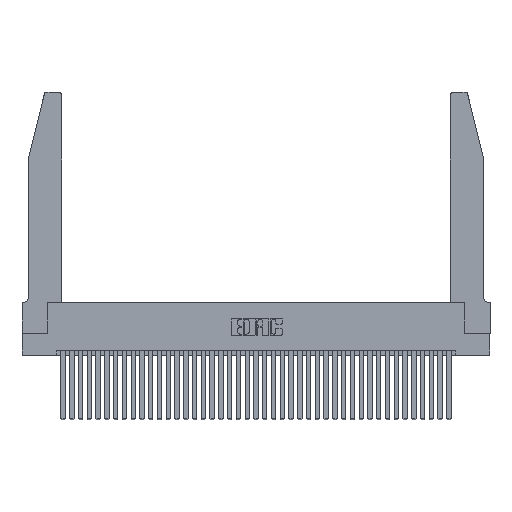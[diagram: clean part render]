
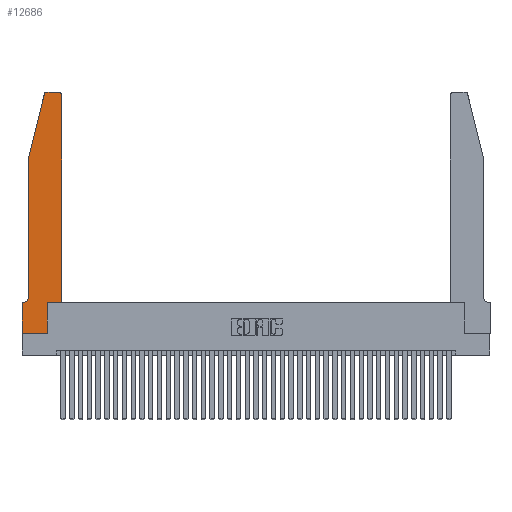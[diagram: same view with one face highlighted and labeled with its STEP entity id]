
A CAD part, top view. The second image highlights one B-rep face of the part: STEP entity #12686.
In plain terms, the highlighted planar face has unit normal (0, 0, 1).
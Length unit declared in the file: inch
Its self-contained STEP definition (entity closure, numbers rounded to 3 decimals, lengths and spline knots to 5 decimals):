
#1013 = VERTEX_POINT ( 'NONE', #29737 ) ;
#1220 = CIRCLE ( 'NONE', #5978, 0.03 ) ;
#1657 = CARTESIAN_POINT ( 'NONE',  ( 0.0755, 2., 0.37 ) ) ;
#1839 = VECTOR ( 'NONE', #24974, 39.37008 ) ;
#1957 = ORIENTED_EDGE ( 'NONE', *, *, #17864, .T. ) ;
#2402 = EDGE_CURVE ( 'NONE', #9760, #14686, #33671, .T. ) ;
#2483 = ORIENTED_EDGE ( 'NONE', *, *, #31939, .T. ) ;
#2556 = VECTOR ( 'NONE', #21032, 39.37008 ) ;
#2716 = EDGE_CURVE ( 'NONE', #19268, #36499, #24335, .T. ) ;
#2957 = ORIENTED_EDGE ( 'NONE', *, *, #8202, .T. ) ;
#2970 = VECTOR ( 'NONE', #24002, 39.37008 ) ;
#3473 = CARTESIAN_POINT ( 'NONE',  ( 0.4505, 0.35, 0.37 ) ) ;
#3829 = LINE ( 'NONE', #6502, #1839 ) ;
#4641 = DIRECTION ( 'NONE',  ( 1., 0., 0. ) ) ;
#4841 = EDGE_CURVE ( 'NONE', #10334, #11508, #32545, .T. ) ;
#5650 = PLANE ( 'NONE',  #12592 ) ;
#5978 = AXIS2_PLACEMENT_3D ( 'NONE', #8766, #30133, #11916 ) ;
#6106 = VERTEX_POINT ( 'NONE', #36542 ) ;
#6502 = CARTESIAN_POINT ( 'NONE',  ( 0.2605, 2.75, 0.37 ) ) ;
#6685 = VERTEX_POINT ( 'NONE', #30258 ) ;
#7489 = LINE ( 'NONE', #1657, #38774 ) ;
#7851 = ORIENTED_EDGE ( 'NONE', *, *, #22003, .T. ) ;
#7916 = VECTOR ( 'NONE', #22017, 39.37008 ) ;
#7938 = DIRECTION ( 'NONE',  ( -0.239, -0.971, 0. ) ) ;
#8202 = EDGE_CURVE ( 'NONE', #6106, #19268, #15439, .T. ) ;
#8418 = CARTESIAN_POINT ( 'NONE',  ( 0.25487, 2.72718, 0.37 ) ) ;
#8756 = DIRECTION ( 'NONE',  ( 0., 0., 1. ) ) ;
#8766 = CARTESIAN_POINT ( 'NONE',  ( 0.4205, 2.72, 0.37 ) ) ;
#9096 = CARTESIAN_POINT ( 'NONE',  ( 0.0755, 0.42, 0.37 ) ) ;
#9760 = VERTEX_POINT ( 'NONE', #39341 ) ;
#10334 = VERTEX_POINT ( 'NONE', #22298 ) ;
#10573 = DIRECTION ( 'NONE',  ( -1., 0., 0. ) ) ;
#11256 = LINE ( 'NONE', #14904, #2970 ) ;
#11508 = VERTEX_POINT ( 'NONE', #9096 ) ;
#11533 = DIRECTION ( 'NONE',  ( 0., 0., 1. ) ) ;
#11783 = CARTESIAN_POINT ( 'NONE',  ( 0.2865, 0., 0.37 ) ) ;
#11862 = EDGE_CURVE ( 'NONE', #30972, #15320, #35860, .T. ) ;
#11916 = DIRECTION ( 'NONE',  ( 1., 0., 0. ) ) ;
#12126 = AXIS2_PLACEMENT_3D ( 'NONE', #29773, #11533, #32752 ) ;
#12340 = CARTESIAN_POINT ( 'NONE',  ( 0., 0., 0.37 ) ) ;
#12592 = AXIS2_PLACEMENT_3D ( 'NONE', #35981, #8756, #30128 ) ;
#12686 = ADVANCED_FACE ( 'NONE', ( #18027 ), #5650, .T. ) ;
#14686 = VERTEX_POINT ( 'NONE', #8418 ) ;
#14904 = CARTESIAN_POINT ( 'NONE',  ( 0., 0., 0.37 ) ) ;
#15320 = VERTEX_POINT ( 'NONE', #38449 ) ;
#15439 = LINE ( 'NONE', #20102, #37537 ) ;
#15656 = ORIENTED_EDGE ( 'NONE', *, *, #11862, .T. ) ;
#15961 = EDGE_LOOP ( 'NONE', ( #21407, #31267, #7851, #26160, #2483, #15656, #23779, #17578, #1957, #2957, #27546, #21401 ) ) ;
#17578 = ORIENTED_EDGE ( 'NONE', *, *, #27426, .T. ) ;
#17864 = EDGE_CURVE ( 'NONE', #37422, #6106, #19119, .T. ) ;
#17977 = CARTESIAN_POINT ( 'NONE',  ( 0.2865, 0.35, 0.37 ) ) ;
#18027 = FACE_OUTER_BOUND ( 'NONE', #15961, .T. ) ;
#18495 = DIRECTION ( 'NONE',  ( 0., 0., -1. ) ) ;
#19119 = LINE ( 'NONE', #17977, #2556 ) ;
#19268 = VERTEX_POINT ( 'NONE', #38105 ) ;
#19735 = CARTESIAN_POINT ( 'NONE',  ( 0.0055, 0.35, 0.37 ) ) ;
#19844 = EDGE_CURVE ( 'NONE', #36499, #6685, #1220, .T. ) ;
#20102 = CARTESIAN_POINT ( 'NONE',  ( 0.4505, 0.35, 0.37 ) ) ;
#21032 = DIRECTION ( 'NONE',  ( 0., 1., 0. ) ) ;
#21401 = ORIENTED_EDGE ( 'NONE', *, *, #19844, .T. ) ;
#21407 = ORIENTED_EDGE ( 'NONE', *, *, #25112, .T. ) ;
#21602 = LINE ( 'NONE', #12340, #29571 ) ;
#21944 = CARTESIAN_POINT ( 'NONE',  ( 0.4505, 2.72, 0.37 ) ) ;
#22003 = EDGE_CURVE ( 'NONE', #14686, #10334, #7489, .T. ) ;
#22017 = DIRECTION ( 'NONE',  ( 0., 1., 0. ) ) ;
#22298 = CARTESIAN_POINT ( 'NONE',  ( 0.0755, 2., 0.37 ) ) ;
#23779 = ORIENTED_EDGE ( 'NONE', *, *, #33235, .T. ) ;
#24002 = DIRECTION ( 'NONE',  ( 0., -1., 0. ) ) ;
#24335 = LINE ( 'NONE', #3473, #7916 ) ;
#24974 = DIRECTION ( 'NONE',  ( -1., 0., 0. ) ) ;
#25112 = EDGE_CURVE ( 'NONE', #6685, #9760, #3829, .T. ) ;
#25452 = CARTESIAN_POINT ( 'NONE',  ( 0.0755, 2., 0.37 ) ) ;
#26160 = ORIENTED_EDGE ( 'NONE', *, *, #4841, .T. ) ;
#27132 = CIRCLE ( 'NONE', #36972, 0.07 ) ;
#27426 = EDGE_CURVE ( 'NONE', #1013, #37422, #21602, .T. ) ;
#27546 = ORIENTED_EDGE ( 'NONE', *, *, #2716, .T. ) ;
#27980 = VECTOR ( 'NONE', #10573, 39.37008 ) ;
#29571 = VECTOR ( 'NONE', #30531, 39.37008 ) ;
#29737 = CARTESIAN_POINT ( 'NONE',  ( 0., 0., 0.37 ) ) ;
#29773 = CARTESIAN_POINT ( 'NONE',  ( 0.284, 2.72, 0.37 ) ) ;
#30128 = DIRECTION ( 'NONE',  ( 1., 0., 0. ) ) ;
#30133 = DIRECTION ( 'NONE',  ( 0., 0., 1. ) ) ;
#30258 = CARTESIAN_POINT ( 'NONE',  ( 0.4205, 2.75, 0.37 ) ) ;
#30531 = DIRECTION ( 'NONE',  ( 1., 0., 0. ) ) ;
#30972 = VERTEX_POINT ( 'NONE', #19735 ) ;
#31267 = ORIENTED_EDGE ( 'NONE', *, *, #2402, .T. ) ;
#31427 = DIRECTION ( 'NONE',  ( 0., -1., 0. ) ) ;
#31939 = EDGE_CURVE ( 'NONE', #11508, #30972, #27132, .T. ) ;
#32545 = LINE ( 'NONE', #25452, #33494 ) ;
#32752 = DIRECTION ( 'NONE',  ( 1., 0., 0. ) ) ;
#33235 = EDGE_CURVE ( 'NONE', #15320, #1013, #11256, .T. ) ;
#33494 = VECTOR ( 'NONE', #31427, 39.37008 ) ;
#33671 = CIRCLE ( 'NONE', #12126, 0.03 ) ;
#34850 = CARTESIAN_POINT ( 'NONE',  ( 0.0755, 0.35, 0.37 ) ) ;
#35860 = LINE ( 'NONE', #34850, #27980 ) ;
#35981 = CARTESIAN_POINT ( 'NONE',  ( 0., 0.35, 0.37 ) ) ;
#36452 = CARTESIAN_POINT ( 'NONE',  ( 0.0055, 0.42, 0.37 ) ) ;
#36499 = VERTEX_POINT ( 'NONE', #21944 ) ;
#36542 = CARTESIAN_POINT ( 'NONE',  ( 0.2865, 0.35, 0.37 ) ) ;
#36972 = AXIS2_PLACEMENT_3D ( 'NONE', #36452, #18495, #39420 ) ;
#37422 = VERTEX_POINT ( 'NONE', #11783 ) ;
#37537 = VECTOR ( 'NONE', #4641, 39.37008 ) ;
#38105 = CARTESIAN_POINT ( 'NONE',  ( 0.4505, 0.35, 0.37 ) ) ;
#38449 = CARTESIAN_POINT ( 'NONE',  ( 0., 0.35, 0.37 ) ) ;
#38774 = VECTOR ( 'NONE', #7938, 39.37008 ) ;
#39341 = CARTESIAN_POINT ( 'NONE',  ( 0.284, 2.75, 0.37 ) ) ;
#39420 = DIRECTION ( 'NONE',  ( -1., 0., 0. ) ) ;
